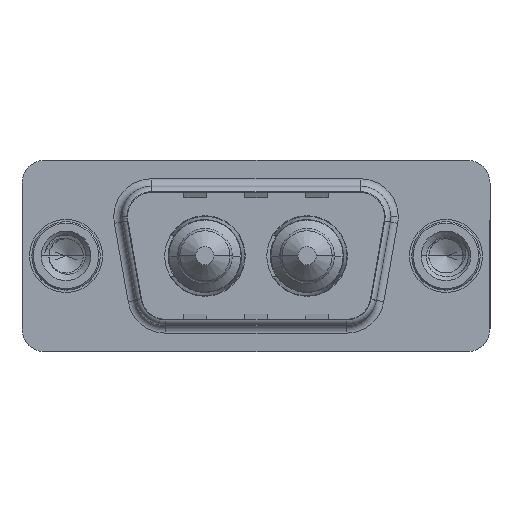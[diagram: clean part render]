
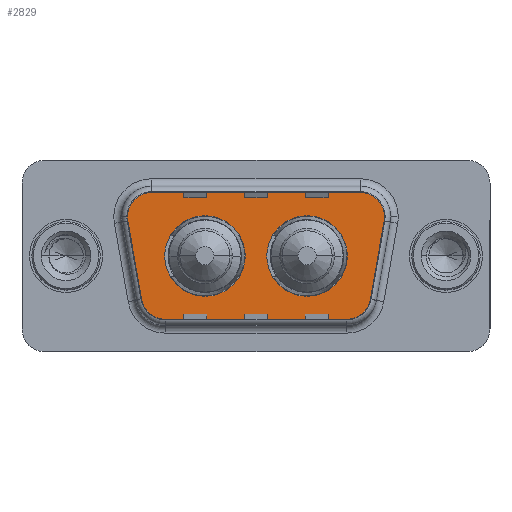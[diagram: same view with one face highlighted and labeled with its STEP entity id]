
A CAD part, top view. The second image highlights one B-rep face of the part: STEP entity #2829.
In plain terms, the highlighted planar face has unit normal (0, 0, 1).
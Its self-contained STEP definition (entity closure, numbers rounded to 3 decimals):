
#202 = VERTEX_POINT ( 'NONE', #16306 ) ;
#451 = VERTEX_POINT ( 'NONE', #13727 ) ;
#511 = EDGE_CURVE ( 'NONE', #7175, #5389, #7815, .T. ) ;
#524 = ORIENTED_EDGE ( 'NONE', *, *, #7850, .F. ) ;
#621 = DIRECTION ( 'NONE',  ( 0., 0., 1. ) ) ;
#731 = CARTESIAN_POINT ( 'NONE',  ( 15.86, 0., 0. ) ) ;
#814 = CARTESIAN_POINT ( 'NONE',  ( 6.459, -2.9, 0. ) ) ;
#1138 = ORIENTED_EDGE ( 'NONE', *, *, #7128, .T. ) ;
#1204 = PLANE ( 'NONE',  #14769 ) ;
#1320 = CARTESIAN_POINT ( 'NONE',  ( 21.564, 2.9, 0. ) ) ;
#1461 = EDGE_CURVE ( 'NONE', #6687, #6551, #15156, .T. ) ;
#1788 = ORIENTED_EDGE ( 'NONE', *, *, #12859, .T. ) ;
#1896 = AXIS2_PLACEMENT_3D ( 'NONE', #731, #2138, #3773 ) ;
#2068 = EDGE_CURVE ( 'NONE', #5389, #7193, #10951, .T. ) ;
#2138 = DIRECTION ( 'NONE',  ( 0., 0., 1. ) ) ;
#2168 = DIRECTION ( 'NONE',  ( 0.174, 0.985, 0. ) ) ;
#2240 = DIRECTION ( 'NONE',  ( -1., 0., 0. ) ) ;
#2829 = ADVANCED_FACE ( 'NONE', ( #8656, #12527, #9109 ), #1204, .T. ) ;
#3031 = ORIENTED_EDGE ( 'NONE', *, *, #9709, .T. ) ;
#3061 = CARTESIAN_POINT ( 'NONE',  ( 5.436, 2.9, 0. ) ) ;
#3704 = AXIS2_PLACEMENT_3D ( 'NONE', #17106, #8573, #18567 ) ;
#3773 = DIRECTION ( 'NONE',  ( 1., 0., 0. ) ) ;
#4392 = EDGE_CURVE ( 'NONE', #7193, #451, #13128, .T. ) ;
#4416 = CIRCLE ( 'NONE', #5018, 2. ) ;
#4555 = LINE ( 'NONE', #4571, #18426 ) ;
#4571 = CARTESIAN_POINT ( 'NONE',  ( 3.466, 2.553, 0. ) ) ;
#4729 = VECTOR ( 'NONE', #8281, 1000. ) ;
#4783 = CIRCLE ( 'NONE', #16388, 2.65 ) ;
#5018 = AXIS2_PLACEMENT_3D ( 'NONE', #814, #10898, #2240 ) ;
#5083 = CARTESIAN_POINT ( 'NONE',  ( 13.21, 0., 0. ) ) ;
#5115 = EDGE_CURVE ( 'NONE', #451, #18109, #4555, .T. ) ;
#5123 = VERTEX_POINT ( 'NONE', #15865 ) ;
#5260 = CARTESIAN_POINT ( 'NONE',  ( 19.564, 4.9, 0. ) ) ;
#5389 = VERTEX_POINT ( 'NONE', #5260 ) ;
#5929 = CARTESIAN_POINT ( 'NONE',  ( 19.564, 2.9, 0. ) ) ;
#6043 = DIRECTION ( 'NONE',  ( 0., 0., 1. ) ) ;
#6246 = ORIENTED_EDGE ( 'NONE', *, *, #1461, .F. ) ;
#6524 = CARTESIAN_POINT ( 'NONE',  ( 6.459, -4.9, 0. ) ) ;
#6551 = VERTEX_POINT ( 'NONE', #15375 ) ;
#6687 = VERTEX_POINT ( 'NONE', #5083 ) ;
#7105 = LINE ( 'NONE', #13682, #14294 ) ;
#7106 = DIRECTION ( 'NONE',  ( 0., 0., 1. ) ) ;
#7128 = EDGE_CURVE ( 'NONE', #17833, #7175, #15737, .T. ) ;
#7175 = VERTEX_POINT ( 'NONE', #1320 ) ;
#7193 = VERTEX_POINT ( 'NONE', #9739 ) ;
#7815 = CIRCLE ( 'NONE', #12551, 2. ) ;
#7850 = EDGE_CURVE ( 'NONE', #202, #5123, #4783, .T. ) ;
#8141 = EDGE_LOOP ( 'NONE', ( #11661, #524 ) ) ;
#8281 = DIRECTION ( 'NONE',  ( 1., 0., 0. ) ) ;
#8445 = CIRCLE ( 'NONE', #3704, 2. ) ;
#8573 = DIRECTION ( 'NONE',  ( 0., 0., 1. ) ) ;
#8656 = FACE_BOUND ( 'NONE', #17864, .T. ) ;
#9004 = LINE ( 'NONE', #16836, #4729 ) ;
#9016 = CARTESIAN_POINT ( 'NONE',  ( 21.534, 2.553, 0. ) ) ;
#9109 = FACE_OUTER_BOUND ( 'NONE', #14766, .T. ) ;
#9256 = CARTESIAN_POINT ( 'NONE',  ( 15.86, 0., 0. ) ) ;
#9702 = DIRECTION ( 'NONE',  ( -1., 0., 0. ) ) ;
#9709 = EDGE_CURVE ( 'NONE', #12885, #10810, #9004, .T. ) ;
#9739 = CARTESIAN_POINT ( 'NONE',  ( 5.436, 4.9, 0. ) ) ;
#9841 = EDGE_CURVE ( 'NONE', #5123, #202, #13913, .T. ) ;
#10440 = DIRECTION ( 'NONE',  ( -1., 0., 0. ) ) ;
#10711 = DIRECTION ( 'NONE',  ( 1., 0., 0. ) ) ;
#10742 = VERTEX_POINT ( 'NONE', #15520 ) ;
#10810 = VERTEX_POINT ( 'NONE', #18553 ) ;
#10815 = ORIENTED_EDGE ( 'NONE', *, *, #14323, .T. ) ;
#10898 = DIRECTION ( 'NONE',  ( 0., 0., 1. ) ) ;
#10951 = LINE ( 'NONE', #16001, #14258 ) ;
#11325 = DIRECTION ( 'NONE',  ( 1., 0., 0. ) ) ;
#11661 = ORIENTED_EDGE ( 'NONE', *, *, #9841, .F. ) ;
#11817 = ORIENTED_EDGE ( 'NONE', *, *, #4392, .T. ) ;
#12527 = FACE_BOUND ( 'NONE', #8141, .T. ) ;
#12551 = AXIS2_PLACEMENT_3D ( 'NONE', #17812, #14011, #14251 ) ;
#12703 = ORIENTED_EDGE ( 'NONE', *, *, #14195, .F. ) ;
#12765 = DIRECTION ( 'NONE',  ( 0., 0., 1. ) ) ;
#12859 = EDGE_CURVE ( 'NONE', #10742, #17833, #7105, .T. ) ;
#12885 = VERTEX_POINT ( 'NONE', #6524 ) ;
#13008 = ORIENTED_EDGE ( 'NONE', *, *, #5115, .T. ) ;
#13128 = CIRCLE ( 'NONE', #18409, 2. ) ;
#13682 = CARTESIAN_POINT ( 'NONE',  ( 21.534, 2.553, 0. ) ) ;
#13705 = ORIENTED_EDGE ( 'NONE', *, *, #511, .T. ) ;
#13727 = CARTESIAN_POINT ( 'NONE',  ( 3.466, 2.553, 0. ) ) ;
#13813 = CARTESIAN_POINT ( 'NONE',  ( 18.541, -2.9, 0. ) ) ;
#13913 = CIRCLE ( 'NONE', #18396, 2.65 ) ;
#14011 = DIRECTION ( 'NONE',  ( 0., 0., 1. ) ) ;
#14195 = EDGE_CURVE ( 'NONE', #6551, #6687, #16713, .T. ) ;
#14245 = CARTESIAN_POINT ( 'NONE',  ( 4.489, -3.247, 0. ) ) ;
#14251 = DIRECTION ( 'NONE',  ( -1., 0., 0. ) ) ;
#14258 = VECTOR ( 'NONE', #9702, 1000. ) ;
#14294 = VECTOR ( 'NONE', #2168, 1000. ) ;
#14323 = EDGE_CURVE ( 'NONE', #18109, #12885, #4416, .T. ) ;
#14407 = DIRECTION ( 'NONE',  ( 0., 0., 1. ) ) ;
#14706 = EDGE_CURVE ( 'NONE', #10810, #10742, #8445, .T. ) ;
#14766 = EDGE_LOOP ( 'NONE', ( #18245, #1788, #1138, #13705, #15203, #11817, #13008, #10815, #3031 ) ) ;
#14769 = AXIS2_PLACEMENT_3D ( 'NONE', #13813, #18078, #15782 ) ;
#14955 = AXIS2_PLACEMENT_3D ( 'NONE', #9256, #621, #10711 ) ;
#15156 = CIRCLE ( 'NONE', #1896, 2.65 ) ;
#15203 = ORIENTED_EDGE ( 'NONE', *, *, #2068, .T. ) ;
#15375 = CARTESIAN_POINT ( 'NONE',  ( 18.51, 0., 0. ) ) ;
#15474 = DIRECTION ( 'NONE',  ( 0.174, -0.985, 0. ) ) ;
#15520 = CARTESIAN_POINT ( 'NONE',  ( 20.511, -3.247, 0. ) ) ;
#15679 = CARTESIAN_POINT ( 'NONE',  ( 9.14, 0., 0. ) ) ;
#15737 = CIRCLE ( 'NONE', #16156, 2. ) ;
#15782 = DIRECTION ( 'NONE',  ( 1., 0., 0. ) ) ;
#15865 = CARTESIAN_POINT ( 'NONE',  ( 11.79, 0., 0. ) ) ;
#16001 = CARTESIAN_POINT ( 'NONE',  ( 5.436, 4.9, 0. ) ) ;
#16156 = AXIS2_PLACEMENT_3D ( 'NONE', #5929, #6043, #10440 ) ;
#16306 = CARTESIAN_POINT ( 'NONE',  ( 6.49, 0., 0. ) ) ;
#16388 = AXIS2_PLACEMENT_3D ( 'NONE', #18041, #14407, #11325 ) ;
#16713 = CIRCLE ( 'NONE', #14955, 2.65 ) ;
#16836 = CARTESIAN_POINT ( 'NONE',  ( 6.459, -4.9, 0. ) ) ;
#17106 = CARTESIAN_POINT ( 'NONE',  ( 18.541, -2.9, 0. ) ) ;
#17125 = DIRECTION ( 'NONE',  ( 1., 0., 0. ) ) ;
#17812 = CARTESIAN_POINT ( 'NONE',  ( 19.564, 2.9, 0. ) ) ;
#17833 = VERTEX_POINT ( 'NONE', #9016 ) ;
#17864 = EDGE_LOOP ( 'NONE', ( #12703, #6246 ) ) ;
#17876 = DIRECTION ( 'NONE',  ( 1., 0., 0. ) ) ;
#18041 = CARTESIAN_POINT ( 'NONE',  ( 9.14, 0., 0. ) ) ;
#18078 = DIRECTION ( 'NONE',  ( 0., 0., 1. ) ) ;
#18109 = VERTEX_POINT ( 'NONE', #14245 ) ;
#18245 = ORIENTED_EDGE ( 'NONE', *, *, #14706, .T. ) ;
#18396 = AXIS2_PLACEMENT_3D ( 'NONE', #15679, #7106, #17125 ) ;
#18409 = AXIS2_PLACEMENT_3D ( 'NONE', #3061, #12765, #17876 ) ;
#18426 = VECTOR ( 'NONE', #15474, 1000. ) ;
#18553 = CARTESIAN_POINT ( 'NONE',  ( 18.541, -4.9, 0. ) ) ;
#18567 = DIRECTION ( 'NONE',  ( 1., 0., 0. ) ) ;
